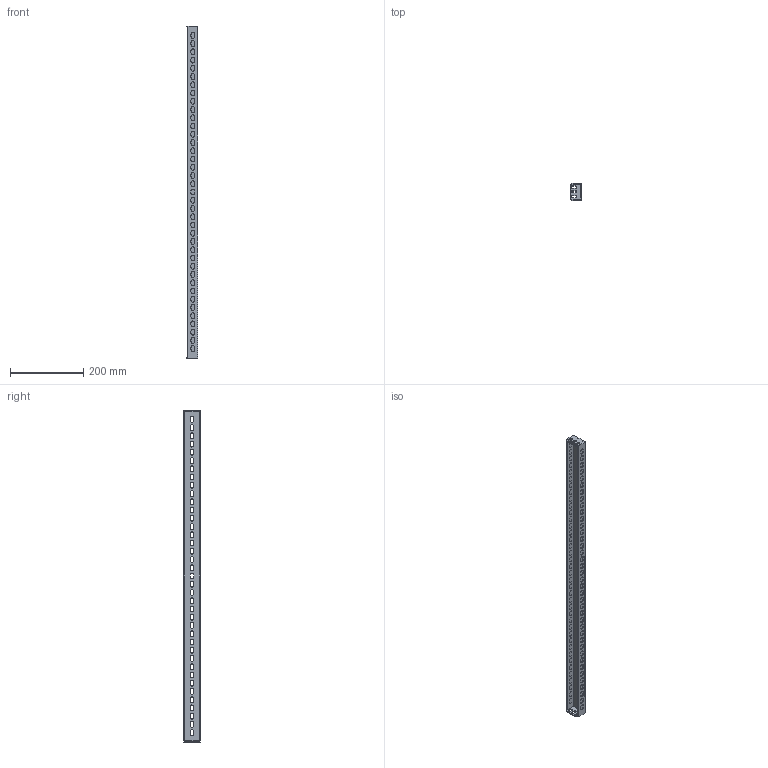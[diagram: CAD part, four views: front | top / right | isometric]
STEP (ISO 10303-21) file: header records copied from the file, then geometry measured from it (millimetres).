
FILE_DESCRIPTION (( 'STEP AP214' ), '1' );
FILE_NAME ('Ðåéêà èçîëÿòîðîâ Â 1000.STEP', '2022-03-31T13:59:24', ( '' ), ( '' ), 'SwSTEP 2.0', 'SolidWorks 2017', '' );
FILE_SCHEMA (( 'AUTOMOTIVE_DESIGN' ));
Length unit declared in the file: millimetre
Products named in the file (1): Ðåéêà èçîëÿòîðîâ Â 1000
Bounding box: 32 x 46 x 906 mm (x, y, z)
Volume: 188265.3 mm3; surface area: 183535.4 mm2
Topology: 1 solids, 1 shells, 643 faces, 1681 edges, 1118 vertices
Faces by surface type: plane 352, cylinder 291
Entity records: 20107 total; most frequent: DIRECTION 3551, CARTESIAN_POINT 3443, ORIENTED_EDGE 3362, EDGE_CURVE 1681, AXIS2_PLACEMENT_3D 1226, VERTEX_POINT 1118, LINE 1099, VECTOR 1099
